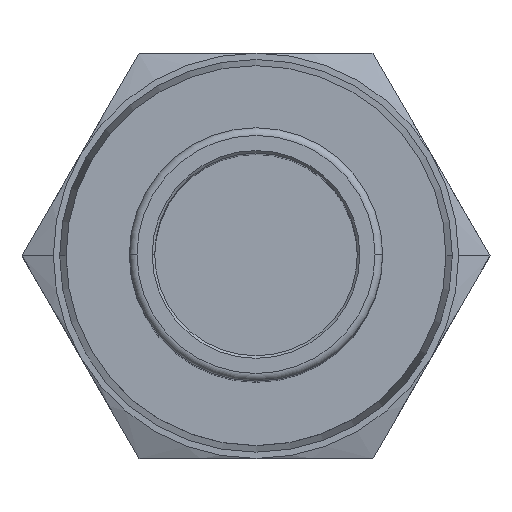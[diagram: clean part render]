
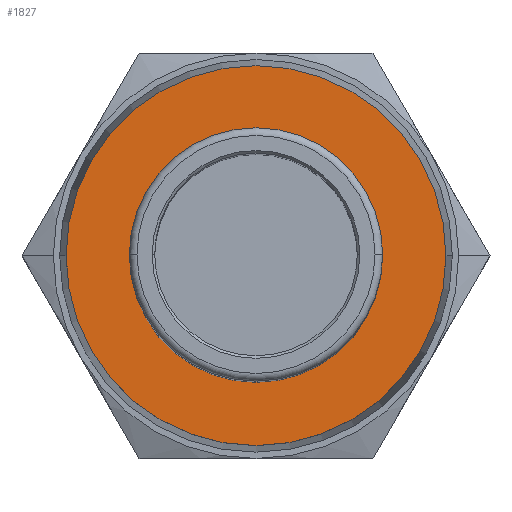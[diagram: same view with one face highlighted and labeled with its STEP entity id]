
A CAD part, top view. The second image highlights one B-rep face of the part: STEP entity #1827.
In plain terms, the highlighted planar face has unit normal (0, 0, 1).
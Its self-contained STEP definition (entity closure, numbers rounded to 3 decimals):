
#143=CARTESIAN_POINT('',(-7.5,0.0,-9.3));
#144=VERTEX_POINT('',#143);
#160=CARTESIAN_POINT('',(7.5,0.,-9.3));
#161=VERTEX_POINT('',#160);
#168=CARTESIAN_POINT('',(0.,0.0,-9.3));
#169=DIRECTION('',(0.0,0.0,1.0));
#170=DIRECTION('',(-1.0,0.0,0.0));
#171=AXIS2_PLACEMENT_3D('',#168,#169,#170);
#172=CIRCLE('',#171,7.5);
#173=EDGE_CURVE('',#144,#161,#172,.T.);
#263=CARTESIAN_POINT('',(-5.0,0.0,-9.3));
#264=VERTEX_POINT('',#263);
#273=CARTESIAN_POINT('',(5.,0.,-9.3));
#274=VERTEX_POINT('',#273);
#275=CARTESIAN_POINT('',(0.,0.0,-9.3));
#276=DIRECTION('',(0.0,0.0,1.0));
#277=DIRECTION('',(-1.0,0.0,0.0));
#278=AXIS2_PLACEMENT_3D('',#275,#276,#277);
#279=CIRCLE('',#278,5.);
#280=EDGE_CURVE('',#264,#274,#279,.T.);
#1762=CARTESIAN_POINT('',(0.,0.0,-9.3));
#1763=DIRECTION('',(0.0,0.0,1.0));
#1764=DIRECTION('',(-1.0,0.0,0.0));
#1765=AXIS2_PLACEMENT_3D('',#1762,#1763,#1764);
#1766=CIRCLE('',#1765,5.);
#1767=EDGE_CURVE('',#274,#264,#1766,.T.);
#1802=CARTESIAN_POINT('',(0.,0.0,-9.3));
#1803=DIRECTION('',(0.0,0.0,1.0));
#1804=DIRECTION('',(-1.0,0.0,0.0));
#1805=AXIS2_PLACEMENT_3D('',#1802,#1803,#1804);
#1806=CIRCLE('',#1805,7.5);
#1807=EDGE_CURVE('',#161,#144,#1806,.T.);
#1814=CARTESIAN_POINT('',(-6.25,0.0,-9.3));
#1815=DIRECTION('',(0.0,0.0,1.0));
#1816=DIRECTION('',(1.0,0.0,0.0));
#1817=AXIS2_PLACEMENT_3D('',#1814,#1815,#1816);
#1818=PLANE('',#1817);
#1819=ORIENTED_EDGE('',*,*,#173,.T.);
#1820=ORIENTED_EDGE('',*,*,#1807,.T.);
#1821=EDGE_LOOP('',(#1819,#1820));
#1822=FACE_OUTER_BOUND('',#1821,.T.);
#1823=ORIENTED_EDGE('',*,*,#280,.F.);
#1824=ORIENTED_EDGE('',*,*,#1767,.F.);
#1825=EDGE_LOOP('',(#1823,#1824));
#1826=FACE_BOUND('',#1825,.T.);
#1827=ADVANCED_FACE('',(#1822,#1826),#1818,.T.);
